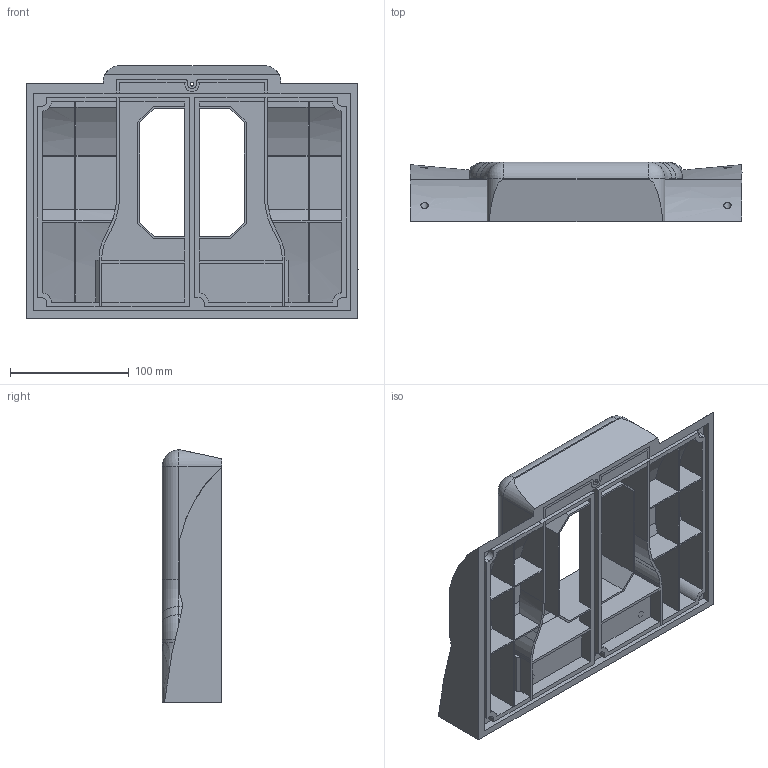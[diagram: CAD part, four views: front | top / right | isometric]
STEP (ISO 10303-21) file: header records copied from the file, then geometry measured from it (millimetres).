
FILE_DESCRIPTION(/* description */ (''),/* implementation_level */ '2;1');
FILE_NAME(/* name */ 'Motor-upper.step',/* time_stamp */ '2021-10-01T12:25:34+02:00',/* author */ (''),/* organization */ (''),/* preprocessor_version */ 'ST-DEVELOPER v18.1',/* originating_system */ 'Autodesk Translation Framework v10.10.0.1391',/* authorisation */ '');
FILE_SCHEMA (('AUTOMOTIVE_DESIGN { 1 0 10303 214 3 1 1 }'));
Length unit declared in the file: millimetre
Products named in the file (1): Motor-upper
Bounding box: 280 x 50.26 x 212.87 mm (x, y, z)
Volume: 938065.1 mm3; surface area: 275401.4 mm2
Topology: 1 solids, 1 shells, 313 faces, 861 edges, 568 vertices
Faces by surface type: plane 194, cylinder 70, bspline 43, torus 4, sphere 2
Full cylindrical faces by diameter (mm): 3.1 x6, 4.7 x4, 5.6 x3, 6 x1, 6.2 x5
Entity records: 11456 total; most frequent: CARTESIAN_POINT 3710, ORIENTED_EDGE 1714, DIRECTION 1402, EDGE_CURVE 857, VERTEX_POINT 568, LINE 566, VECTOR 566, AXIS2_PLACEMENT_3D 418
